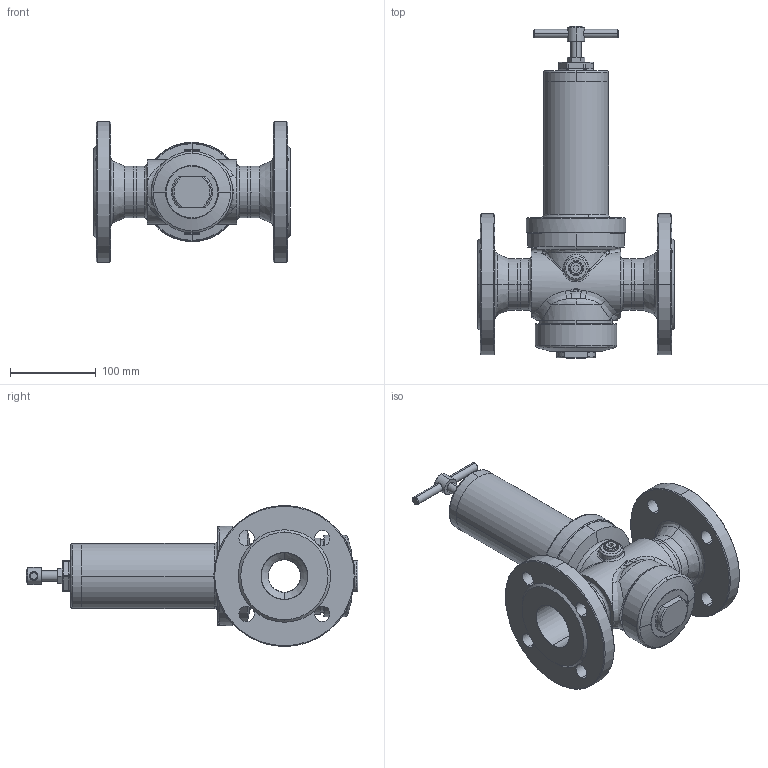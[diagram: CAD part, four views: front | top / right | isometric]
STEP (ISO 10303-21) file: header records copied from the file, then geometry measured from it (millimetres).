
FILE_DESCRIPTION (( 'STEP AP203' ), '1' );
FILE_NAME ('Typ_71-BG_III-D050.STEP', '2021-03-11T07:45:16', ( '' ), ( '' ), 'SwSTEP 2.0', 'SolidWorks 2016', '' );
FILE_SCHEMA (( 'CONFIG_CONTROL_DESIGN' ));
Length unit declared in the file: millimetre
Products named in the file (1): Typ_71-BG_III-D050
Bounding box: 230 x 388 x 165 mm (x, y, z)
Volume: 1476225.7 mm3; surface area: 382614.3 mm2
Topology: 11 solids, 11 shells, 530 faces, 1249 edges, 764 vertices
Faces by surface type: cylinder 171, cone 134, bspline 127, plane 98
Entity records: 26460 total; most frequent: CARTESIAN_POINT 14685, ORIENTED_EDGE 2498, DIRECTION 2432, EDGE_CURVE 1249, AXIS2_PLACEMENT_3D 1047, VERTEX_POINT 764, CIRCLE 643, EDGE_LOOP 591
